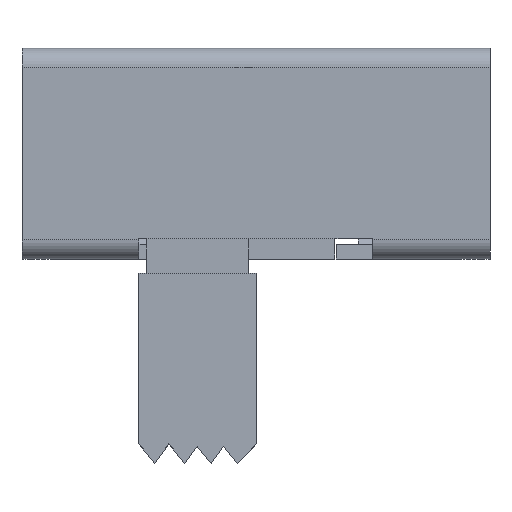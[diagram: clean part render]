
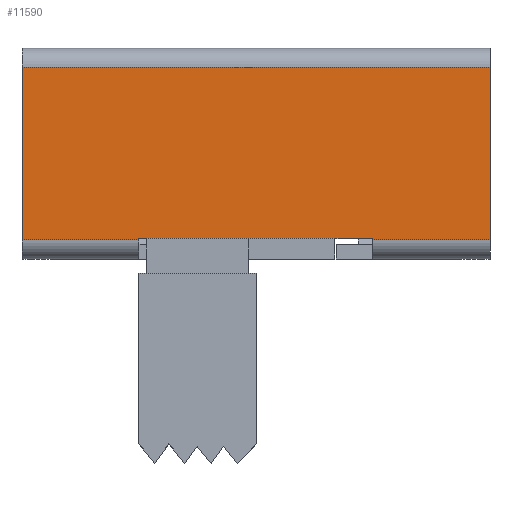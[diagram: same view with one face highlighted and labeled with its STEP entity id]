
A CAD part, top view. The second image highlights one B-rep face of the part: STEP entity #11590.
In plain terms, the highlighted planar face has unit normal (0, 0, 1).
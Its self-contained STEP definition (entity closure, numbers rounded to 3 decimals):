
#9447=DIRECTION('',(0.,-1.,0.));
#9448=VECTOR('',#9447,5.9);
#9449=CARTESIAN_POINT('',(-8.,2.95,6.7));
#9450=LINE('',#9449,#9448);
#9525=DIRECTION('',(0.,-1.,0.));
#9526=VECTOR('',#9525,5.9);
#9527=CARTESIAN_POINT('',(8.,2.95,6.7));
#9528=LINE('',#9527,#9526);
#9674=DIRECTION('',(1.,0.,0.));
#9675=VECTOR('',#9674,8.);
#9676=CARTESIAN_POINT('',(-4.,-2.9,6.7));
#9677=LINE('',#9676,#9675);
#9678=DIRECTION('',(0.,1.,0.));
#9679=VECTOR('',#9678,0.05);
#9680=CARTESIAN_POINT('',(-4.,-2.95,6.7));
#9681=LINE('',#9680,#9679);
#9682=DIRECTION('',(1.,0.,0.));
#9683=VECTOR('',#9682,16.);
#9684=CARTESIAN_POINT('',(-8.,2.95,6.7));
#9685=LINE('',#9684,#9683);
#9686=DIRECTION('',(0.,1.,0.));
#9687=VECTOR('',#9686,0.05);
#9688=CARTESIAN_POINT('',(4.,-2.95,6.7));
#9689=LINE('',#9688,#9687);
#9695=DIRECTION('',(1.,0.,0.));
#9696=VECTOR('',#9695,4.);
#9697=CARTESIAN_POINT('',(-8.,-2.95,6.7));
#9698=LINE('',#9697,#9696);
#9704=DIRECTION('',(1.,0.,0.));
#9705=VECTOR('',#9704,4.);
#9706=CARTESIAN_POINT('',(4.,-2.95,6.7));
#9707=LINE('',#9706,#9705);
#10091=CARTESIAN_POINT('',(-8.,2.95,6.7));
#10093=VERTEX_POINT('',#10091);
#10094=CARTESIAN_POINT('',(-8.,-2.95,6.7));
#10095=VERTEX_POINT('',#10094);
#10107=CARTESIAN_POINT('',(8.,2.95,6.7));
#10109=VERTEX_POINT('',#10107);
#10110=CARTESIAN_POINT('',(8.,-2.95,6.7));
#10111=VERTEX_POINT('',#10110);
#10370=CARTESIAN_POINT('',(-4.,-2.9,6.7));
#10371=CARTESIAN_POINT('',(4.,-2.9,6.7));
#10372=VERTEX_POINT('',#10370);
#10373=VERTEX_POINT('',#10371);
#10374=CARTESIAN_POINT('',(-4.,-2.95,6.7));
#10375=VERTEX_POINT('',#10374);
#10376=CARTESIAN_POINT('',(4.,-2.95,6.7));
#10377=VERTEX_POINT('',#10376);
#11573=CARTESIAN_POINT('',(-8.,2.95,6.7));
#11574=DIRECTION('',(0.,0.,1.));
#11575=DIRECTION('',(0.,-1.,0.));
#11576=AXIS2_PLACEMENT_3D('',#11573,#11574,#11575);
#11577=PLANE('',#11576);
#11578=ORIENTED_EDGE('',*,*,#11381,.F.);
#11579=ORIENTED_EDGE('',*,*,#11408,.F.);
#11581=ORIENTED_EDGE('',*,*,#11580,.F.);
#11582=ORIENTED_EDGE('',*,*,#11163,.F.);
#11583=ORIENTED_EDGE('',*,*,#11198,.T.);
#11584=ORIENTED_EDGE('',*,*,#11233,.T.);
#11586=ORIENTED_EDGE('',*,*,#11585,.F.);
#11587=ORIENTED_EDGE('',*,*,#11555,.T.);
#11588=EDGE_LOOP('',(#11578,#11579,#11581,#11582,#11583,#11584,#11586,#11587));
#11589=FACE_OUTER_BOUND('',#11588,.F.);
#11590=ADVANCED_FACE('',(#11589),#11577,.T.);
#11163=EDGE_CURVE('',#10093,#10095,#9450,.T.);
#11198=EDGE_CURVE('',#10093,#10109,#9685,.T.);
#11233=EDGE_CURVE('',#10109,#10111,#9528,.T.);
#11381=EDGE_CURVE('',#10372,#10373,#9677,.T.);
#11408=EDGE_CURVE('',#10375,#10372,#9681,.T.);
#11555=EDGE_CURVE('',#10377,#10373,#9689,.T.);
#11580=EDGE_CURVE('',#10095,#10375,#9698,.T.);
#11585=EDGE_CURVE('',#10377,#10111,#9707,.T.);
